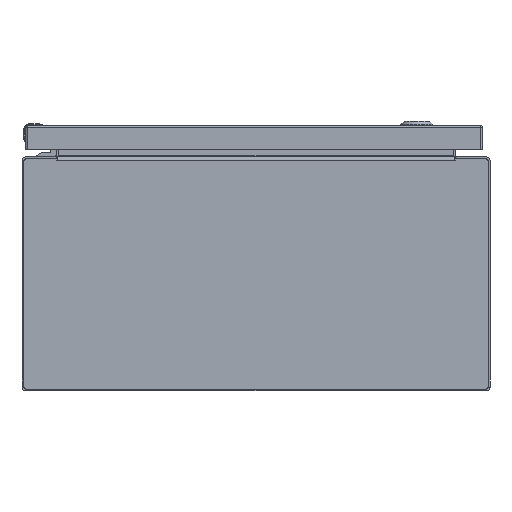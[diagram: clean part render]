
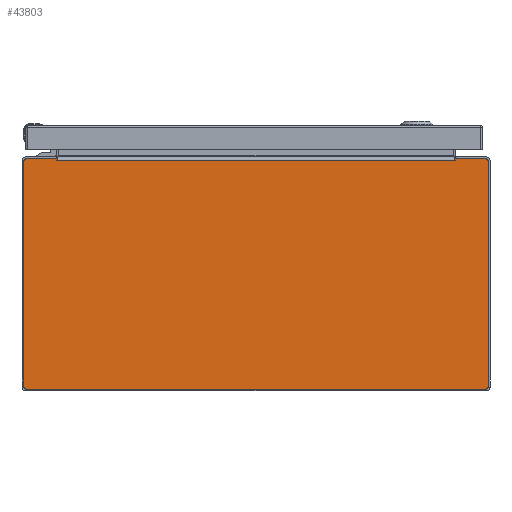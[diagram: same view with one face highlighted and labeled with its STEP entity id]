
A CAD part, front view. The second image highlights one B-rep face of the part: STEP entity #43803.
In plain terms, the highlighted planar face has unit normal (0, -1, 0).
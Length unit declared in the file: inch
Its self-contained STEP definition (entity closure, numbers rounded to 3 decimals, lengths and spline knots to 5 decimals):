
#33 = CARTESIAN_POINT ( 'NONE',  ( -7.937, -8., 0. ) ) ;
#2241 = CARTESIAN_POINT ( 'NONE',  ( -7.857, -8., 3.937 ) ) ;
#3624 = EDGE_CURVE ( 'NONE', #123540, #55244, #70401, .T. ) ;
#5313 = ORIENTED_EDGE ( 'NONE', *, *, #3624, .T. ) ;
#5535 = CARTESIAN_POINT ( 'NONE',  ( 7.857, -8., -3.857 ) ) ;
#6478 = DIRECTION ( 'NONE',  ( 0., -1., 0. ) ) ;
#6822 = VERTEX_POINT ( 'NONE', #40444 ) ;
#6920 = DIRECTION ( 'NONE',  ( 0., -1., 0. ) ) ;
#9846 = VERTEX_POINT ( 'NONE', #119652 ) ;
#11242 = VECTOR ( 'NONE', #124081, 39.37008 ) ;
#15363 = EDGE_CURVE ( 'NONE', #117740, #55707, #103899, .T. ) ;
#16415 = CIRCLE ( 'NONE', #27180, 0.08 ) ;
#16707 = LINE ( 'NONE', #58869, #109891 ) ;
#17105 = DIRECTION ( 'NONE',  ( -1., 0., 0. ) ) ;
#17932 = AXIS2_PLACEMENT_3D ( 'NONE', #75471, #22828, #116449 ) ;
#19580 = DIRECTION ( 'NONE',  ( 0., -1., 0. ) ) ;
#20090 = ORIENTED_EDGE ( 'NONE', *, *, #63289, .F. ) ;
#20779 = VERTEX_POINT ( 'NONE', #125727 ) ;
#20983 = CIRCLE ( 'NONE', #40826, 0.08 ) ;
#21210 = CARTESIAN_POINT ( 'NONE',  ( 7.857, -8., 3.937 ) ) ;
#22107 = DIRECTION ( 'NONE',  ( -1., 0., 0. ) ) ;
#22688 = ORIENTED_EDGE ( 'NONE', *, *, #90646, .T. ) ;
#22828 = DIRECTION ( 'NONE',  ( 0., -1., 0. ) ) ;
#22839 = VECTOR ( 'NONE', #94756, 39.37008 ) ;
#22846 = ORIENTED_EDGE ( 'NONE', *, *, #46271, .T. ) ;
#23360 = EDGE_CURVE ( 'NONE', #39358, #123540, #111471, .T. ) ;
#23436 = CARTESIAN_POINT ( 'NONE',  ( 0., -8., 3.883 ) ) ;
#24852 = DIRECTION ( 'NONE',  ( 0., -1., 0. ) ) ;
#25480 = VECTOR ( 'NONE', #103770, 39.37008 ) ;
#26137 = CARTESIAN_POINT ( 'NONE',  ( 6.81836, -8., 3.91 ) ) ;
#27180 = AXIS2_PLACEMENT_3D ( 'NONE', #89938, #24852, #67090 ) ;
#30288 = DIRECTION ( 'NONE',  ( -1., 0., 0. ) ) ;
#32963 = VERTEX_POINT ( 'NONE', #108427 ) ;
#39358 = VERTEX_POINT ( 'NONE', #21210 ) ;
#39568 = CARTESIAN_POINT ( 'NONE',  ( -7.857, -8., -3.857 ) ) ;
#39652 = VECTOR ( 'NONE', #57223, 39.37008 ) ;
#40444 = CARTESIAN_POINT ( 'NONE',  ( -6.8136, -8., 3.883 ) ) ;
#40826 = AXIS2_PLACEMENT_3D ( 'NONE', #39568, #6478, #48594 ) ;
#41183 = CARTESIAN_POINT ( 'NONE',  ( -6.81836, -8., 3.91 ) ) ;
#41408 = AXIS2_PLACEMENT_3D ( 'NONE', #5535, #6920, #47664 ) ;
#43034 = EDGE_CURVE ( 'NONE', #20779, #32963, #20983, .T. ) ;
#43803 = ADVANCED_FACE ( 'NONE', ( #64593 ), #115306, .T. ) ;
#44055 = EDGE_CURVE ( 'NONE', #55244, #78669, #16707, .T. ) ;
#45771 = VECTOR ( 'NONE', #72087, 39.37008 ) ;
#46271 = EDGE_CURVE ( 'NONE', #46957, #92961, #122114, .T. ) ;
#46957 = VERTEX_POINT ( 'NONE', #113294 ) ;
#47140 = ORIENTED_EDGE ( 'NONE', *, *, #44055, .T. ) ;
#47390 = VERTEX_POINT ( 'NONE', #93450 ) ;
#47664 = DIRECTION ( 'NONE',  ( 0., 0., -1. ) ) ;
#47965 = VECTOR ( 'NONE', #30288, 39.37008 ) ;
#48594 = DIRECTION ( 'NONE',  ( 0., 0., -1. ) ) ;
#52315 = CARTESIAN_POINT ( 'NONE',  ( -6.80579, -8., 3.883 ) ) ;
#53204 = VERTEX_POINT ( 'NONE', #126038 ) ;
#54481 = CARTESIAN_POINT ( 'NONE',  ( 6.8136, -8., 3.883 ) ) ;
#54925 = ORIENTED_EDGE ( 'NONE', *, *, #67612, .F. ) ;
#55244 = VERTEX_POINT ( 'NONE', #54481 ) ;
#55707 = VERTEX_POINT ( 'NONE', #2241 ) ;
#57223 = DIRECTION ( 'NONE',  ( -0.174, 0., -0.985 ) ) ;
#58869 = CARTESIAN_POINT ( 'NONE',  ( 6.80579, -8., 3.883 ) ) ;
#59584 = CARTESIAN_POINT ( 'NONE',  ( 7.937, -8., 0. ) ) ;
#61001 = LINE ( 'NONE', #33, #45771 ) ;
#61824 = DIRECTION ( 'NONE',  ( 0., 0., -1. ) ) ;
#62172 = CARTESIAN_POINT ( 'NONE',  ( 7.937, -8., 3.857 ) ) ;
#63227 = EDGE_CURVE ( 'NONE', #92961, #39358, #16415, .T. ) ;
#63289 = EDGE_CURVE ( 'NONE', #6822, #53204, #73193, .T. ) ;
#64434 = DIRECTION ( 'NONE',  ( -1., 0., 0. ) ) ;
#64593 = FACE_OUTER_BOUND ( 'NONE', #87362, .T. ) ;
#67090 = DIRECTION ( 'NONE',  ( 0., 0., -1. ) ) ;
#67612 = EDGE_CURVE ( 'NONE', #117740, #6822, #93277, .T. ) ;
#68690 = DIRECTION ( 'NONE',  ( 0., 0., 1. ) ) ;
#70401 = LINE ( 'NONE', #26137, #39652 ) ;
#71986 = EDGE_CURVE ( 'NONE', #78669, #53204, #74719, .T. ) ;
#72087 = DIRECTION ( 'NONE',  ( 0., 0., -1. ) ) ;
#72158 = ORIENTED_EDGE ( 'NONE', *, *, #23360, .T. ) ;
#73193 = LINE ( 'NONE', #52315, #22839 ) ;
#74397 = ORIENTED_EDGE ( 'NONE', *, *, #15363, .T. ) ;
#74719 = LINE ( 'NONE', #23436, #95045 ) ;
#75471 = CARTESIAN_POINT ( 'NONE',  ( -7.857, -8., 3.857 ) ) ;
#78184 = ORIENTED_EDGE ( 'NONE', *, *, #43034, .T. ) ;
#78669 = VERTEX_POINT ( 'NONE', #134774 ) ;
#79072 = CIRCLE ( 'NONE', #41408, 0.08 ) ;
#79352 = VECTOR ( 'NONE', #68690, 39.37008 ) ;
#87362 = EDGE_LOOP ( 'NONE', ( #74397, #115749, #89172, #78184, #22688, #135486, #22846, #98397, #72158, #5313, #47140, #132699, #20090, #54925 ) ) ;
#89172 = ORIENTED_EDGE ( 'NONE', *, *, #113654, .T. ) ;
#89938 = CARTESIAN_POINT ( 'NONE',  ( 7.857, -8., 3.857 ) ) ;
#90646 = EDGE_CURVE ( 'NONE', #32963, #9846, #113712, .T. ) ;
#91239 = EDGE_CURVE ( 'NONE', #55707, #47390, #128677, .T. ) ;
#91466 = CARTESIAN_POINT ( 'NONE',  ( 0., -8., -3.937 ) ) ;
#92961 = VERTEX_POINT ( 'NONE', #62172 ) ;
#93277 = LINE ( 'NONE', #41183, #25480 ) ;
#93450 = CARTESIAN_POINT ( 'NONE',  ( -7.937, -8., 3.857 ) ) ;
#94756 = DIRECTION ( 'NONE',  ( 1., 0., 0. ) ) ;
#95045 = VECTOR ( 'NONE', #22107, 39.37008 ) ;
#98397 = ORIENTED_EDGE ( 'NONE', *, *, #63227, .T. ) ;
#99573 = CARTESIAN_POINT ( 'NONE',  ( -6.82312, -8., 3.937 ) ) ;
#103770 = DIRECTION ( 'NONE',  ( 0.174, 0., -0.985 ) ) ;
#103899 = LINE ( 'NONE', #115664, #47965 ) ;
#108427 = CARTESIAN_POINT ( 'NONE',  ( -7.857, -8., -3.937 ) ) ;
#109891 = VECTOR ( 'NONE', #64434, 39.37008 ) ;
#111471 = LINE ( 'NONE', #121140, #123098 ) ;
#112161 = AXIS2_PLACEMENT_3D ( 'NONE', #116627, #19580, #61824 ) ;
#113294 = CARTESIAN_POINT ( 'NONE',  ( 7.937, -8., -3.857 ) ) ;
#113654 = EDGE_CURVE ( 'NONE', #47390, #20779, #61001, .T. ) ;
#113712 = LINE ( 'NONE', #91466, #11242 ) ;
#114061 = EDGE_CURVE ( 'NONE', #9846, #46957, #79072, .T. ) ;
#115306 = PLANE ( 'NONE',  #112161 ) ;
#115664 = CARTESIAN_POINT ( 'NONE',  ( 0., -8., 3.937 ) ) ;
#115749 = ORIENTED_EDGE ( 'NONE', *, *, #91239, .T. ) ;
#116449 = DIRECTION ( 'NONE',  ( 0., 0., -1. ) ) ;
#116627 = CARTESIAN_POINT ( 'NONE',  ( 0., -8., 0. ) ) ;
#117740 = VERTEX_POINT ( 'NONE', #99573 ) ;
#119652 = CARTESIAN_POINT ( 'NONE',  ( 7.857, -8., -3.937 ) ) ;
#121140 = CARTESIAN_POINT ( 'NONE',  ( 0., -8., 3.937 ) ) ;
#122114 = LINE ( 'NONE', #59584, #79352 ) ;
#122683 = CARTESIAN_POINT ( 'NONE',  ( 6.82312, -8., 3.937 ) ) ;
#123098 = VECTOR ( 'NONE', #17105, 39.37008 ) ;
#123540 = VERTEX_POINT ( 'NONE', #122683 ) ;
#124081 = DIRECTION ( 'NONE',  ( 1., 0., 0. ) ) ;
#125727 = CARTESIAN_POINT ( 'NONE',  ( -7.937, -8., -3.857 ) ) ;
#126038 = CARTESIAN_POINT ( 'NONE',  ( -6.798, -8., 3.883 ) ) ;
#128677 = CIRCLE ( 'NONE', #17932, 0.08 ) ;
#132699 = ORIENTED_EDGE ( 'NONE', *, *, #71986, .T. ) ;
#134774 = CARTESIAN_POINT ( 'NONE',  ( 6.798, -8., 3.883 ) ) ;
#135486 = ORIENTED_EDGE ( 'NONE', *, *, #114061, .T. ) ;
